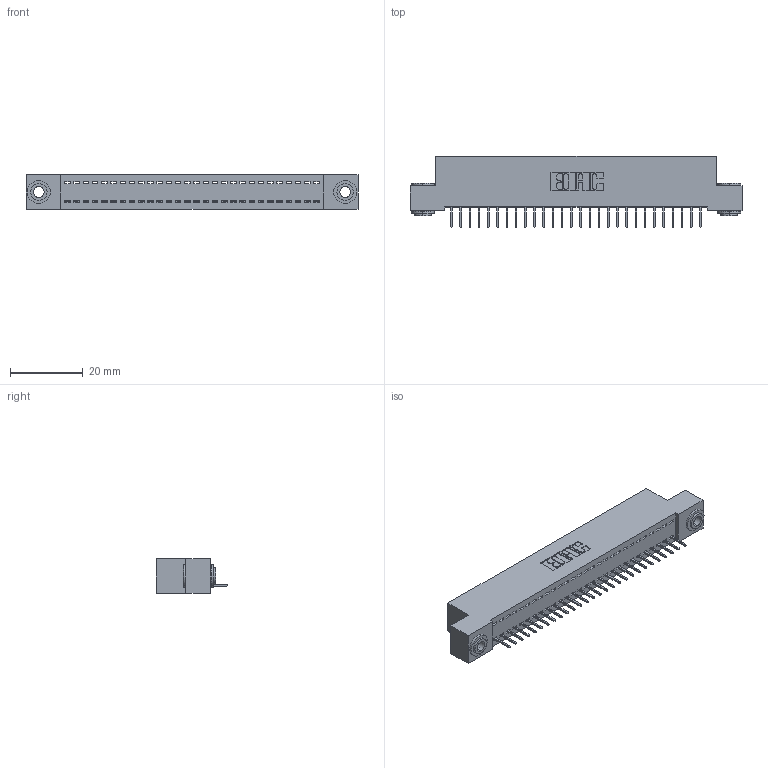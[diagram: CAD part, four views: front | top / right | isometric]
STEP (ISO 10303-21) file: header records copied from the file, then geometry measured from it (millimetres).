
FILE_DESCRIPTION (( 'STEP AP203' ), '1' );
FILE_NAME ('342-028-524-103.STEP', '2019-10-02T02:46:44', ( '' ), ( '' ), 'SwSTEP 2.0', 'SolidWorks 2016', '' );
FILE_SCHEMA (( 'CONFIG_CONTROL_DESIGN' ));
Length unit declared in the file: inch
Products named in the file (4): 342 Part_.156 TH; 345-292-001_345-293-124; 342-250-002_345-250-002-102; 342-028-524-103
Assembly tree (31 placements, depth 2):
  342-028-524-103
    342 Part_.156 TH
    345-292-001_345-293-124  x28
    342-250-002_345-250-002-102  x2
Bounding box: 91.44 x 19.69 x 9.4 mm (x, y, z)
Volume: 7878.1 mm3; surface area: 11189.8 mm2
Topology: 31 solids, 31 shells, 1884 faces, 5415 edges, 3494 vertices
Faces by surface type: plane 1420, cylinder 456, cone 8
Entity records: 19520 total; most frequent: CARTESIAN_POINT 3345, ORIENTED_EDGE 3302, DIRECTION 2885, EDGE_CURVE 1651, LINE 1503, VECTOR 1503, VERTEX_POINT 1094, AXIS2_PLACEMENT_3D 691
